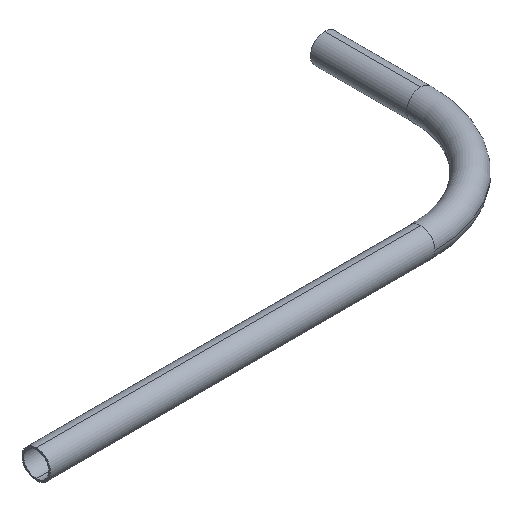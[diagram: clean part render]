
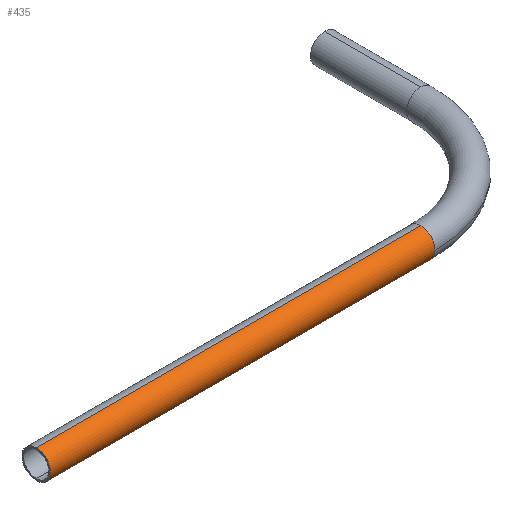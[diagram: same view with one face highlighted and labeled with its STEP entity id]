
A CAD part, isometric view. The second image highlights one B-rep face of the part: STEP entity #435.
In plain terms, the highlighted cylindrical face has radius 44.45 mm (diameter 88.9 mm), a partial arc.
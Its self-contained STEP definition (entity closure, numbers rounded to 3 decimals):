
#14 = AXIS2_PLACEMENT_3D ( 'NONE', #189, #103, #99 ) ;
#34 = EDGE_CURVE ( 'NONE', #216, #131, #101, .T. ) ;
#77 = CIRCLE ( 'NONE', #375, 44.45 ) ;
#84 = EDGE_CURVE ( 'NONE', #341, #476, #484, .T. ) ;
#99 = DIRECTION ( 'NONE',  ( 0., 0., -1. ) ) ;
#100 = EDGE_CURVE ( 'NONE', #519, #476, #77, .T. ) ;
#101 = CIRCLE ( 'NONE', #14, 44.45 ) ;
#103 = DIRECTION ( 'NONE',  ( 1., 0., 0. ) ) ;
#108 = CYLINDRICAL_SURFACE ( 'NONE', #422, 44.45 ) ;
#115 = CARTESIAN_POINT ( 'NONE',  ( 1200., 0., 44.45 ) ) ;
#131 = VERTEX_POINT ( 'NONE', #166 ) ;
#132 = CARTESIAN_POINT ( 'NONE',  ( 1200., 0., 0. ) ) ;
#141 = DIRECTION ( 'NONE',  ( 0., 0., -1. ) ) ;
#159 = LINE ( 'NONE', #115, #359 ) ;
#166 = CARTESIAN_POINT ( 'NONE',  ( 1200., -44.45, 0. ) ) ;
#187 = CARTESIAN_POINT ( 'NONE',  ( 1200., 0., -44.45 ) ) ;
#189 = CARTESIAN_POINT ( 'NONE',  ( 1200., 0., 0. ) ) ;
#192 = CARTESIAN_POINT ( 'NONE',  ( 0., 0., 0. ) ) ;
#196 = CARTESIAN_POINT ( 'NONE',  ( 1200., 0., 44.45 ) ) ;
#216 = VERTEX_POINT ( 'NONE', #196 ) ;
#218 = EDGE_CURVE ( 'NONE', #216, #519, #159, .T. ) ;
#221 = CARTESIAN_POINT ( 'NONE',  ( 0., 0., 44.45 ) ) ;
#228 = DIRECTION ( 'NONE',  ( 0., 0., -1. ) ) ;
#262 = ORIENTED_EDGE ( 'NONE', *, *, #100, .T. ) ;
#273 = DIRECTION ( 'NONE',  ( -1., 0., 0. ) ) ;
#280 = DIRECTION ( 'NONE',  ( -1., 0., 0. ) ) ;
#282 = ORIENTED_EDGE ( 'NONE', *, *, #218, .T. ) ;
#296 = VECTOR ( 'NONE', #273, 1000. ) ;
#318 = DIRECTION ( 'NONE',  ( -1., 0., 0. ) ) ;
#321 = FACE_OUTER_BOUND ( 'NONE', #420, .T. ) ;
#328 = ORIENTED_EDGE ( 'NONE', *, *, #84, .F. ) ;
#341 = VERTEX_POINT ( 'NONE', #342 ) ;
#342 = CARTESIAN_POINT ( 'NONE',  ( 1200., 0., -44.45 ) ) ;
#349 = CARTESIAN_POINT ( 'NONE',  ( 0., 0., -44.45 ) ) ;
#352 = CIRCLE ( 'NONE', #528, 44.45 ) ;
#359 = VECTOR ( 'NONE', #280, 1000. ) ;
#367 = ORIENTED_EDGE ( 'NONE', *, *, #423, .F. ) ;
#375 = AXIS2_PLACEMENT_3D ( 'NONE', #192, #516, #141 ) ;
#400 = CARTESIAN_POINT ( 'NONE',  ( 1200., 0., 0. ) ) ;
#420 = EDGE_LOOP ( 'NONE', ( #328, #367, #434, #282, #262 ) ) ;
#422 = AXIS2_PLACEMENT_3D ( 'NONE', #400, #318, #436 ) ;
#423 = EDGE_CURVE ( 'NONE', #131, #341, #352, .T. ) ;
#434 = ORIENTED_EDGE ( 'NONE', *, *, #34, .F. ) ;
#435 = ADVANCED_FACE ( 'NONE', ( #321 ), #108, .T. ) ;
#436 = DIRECTION ( 'NONE',  ( 0., 0., 1. ) ) ;
#465 = DIRECTION ( 'NONE',  ( 1., 0., 0. ) ) ;
#476 = VERTEX_POINT ( 'NONE', #349 ) ;
#484 = LINE ( 'NONE', #187, #296 ) ;
#516 = DIRECTION ( 'NONE',  ( 1., 0., 0. ) ) ;
#519 = VERTEX_POINT ( 'NONE', #221 ) ;
#528 = AXIS2_PLACEMENT_3D ( 'NONE', #132, #465, #228 ) ;
